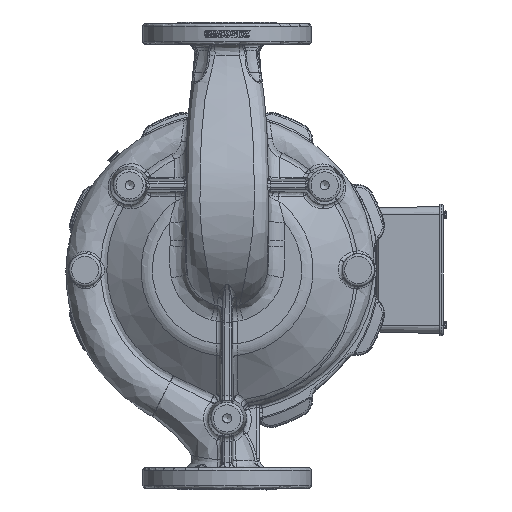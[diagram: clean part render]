
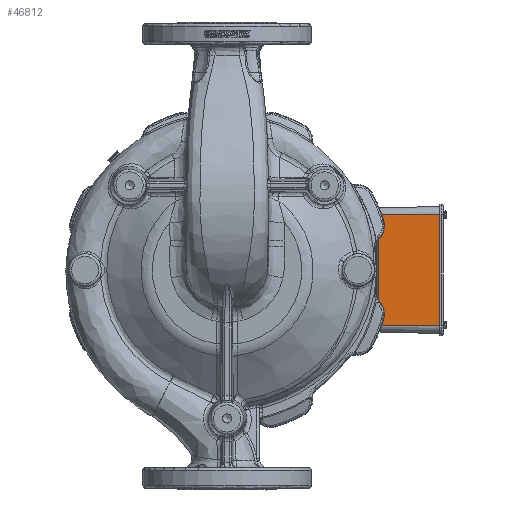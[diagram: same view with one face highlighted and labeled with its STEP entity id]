
A CAD part, front view. The second image highlights one B-rep face of the part: STEP entity #46812.
In plain terms, the highlighted planar face has unit normal (-0.026, -1, 0).
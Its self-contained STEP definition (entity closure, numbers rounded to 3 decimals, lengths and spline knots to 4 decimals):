
#980=(
BOUNDED_CURVE()
B_SPLINE_CURVE(2,(#165005,#165006,#165007),.UNSPECIFIED.,.F.,.F.)
B_SPLINE_CURVE_WITH_KNOTS((3,3),(15.943,23.4848),
 .UNSPECIFIED.)
CURVE()
GEOMETRIC_REPRESENTATION_ITEM()
RATIONAL_B_SPLINE_CURVE((7.782,8.562,8.562))
REPRESENTATION_ITEM('')
);
#985=(
BOUNDED_CURVE()
B_SPLINE_CURVE(2,(#165102,#165103,#165104,#165105),.UNSPECIFIED.,.F.,.F.)
B_SPLINE_CURVE_WITH_KNOTS((3,1,3),(23.4848,24.0956,31.0266),
 .UNSPECIFIED.)
CURVE()
GEOMETRIC_REPRESENTATION_ITEM()
RATIONAL_B_SPLINE_CURVE((8.562,8.562,8.498,
7.782))
REPRESENTATION_ITEM('')
);
#2666=PLANE('',#51030);
#7807=FACE_OUTER_BOUND('',#10451,.T.);
#10451=EDGE_LOOP('',(#41275,#41276,#41277,#41278,#41279,#41280));
#12896=LINE('',#165011,#15358);
#12910=LINE('',#165129,#15372);
#12911=LINE('',#165131,#15373);
#12912=LINE('',#165132,#15374);
#15358=VECTOR('',#61612,39.3701);
#15372=VECTOR('',#61660,39.3701);
#15373=VECTOR('',#61661,39.3701);
#15374=VECTOR('',#61662,39.3701);
#21582=VERTEX_POINT('',#164981);
#21584=VERTEX_POINT('',#165003);
#21585=VERTEX_POINT('',#165009);
#21595=VERTEX_POINT('',#165084);
#21602=VERTEX_POINT('',#165128);
#21603=VERTEX_POINT('',#165130);
#28590=EDGE_CURVE('',#21582,#21584,#980,.T.);
#28592=EDGE_CURVE('',#21584,#21585,#12896,.T.);
#28610=EDGE_CURVE('',#21585,#21595,#985,.T.);
#28619=EDGE_CURVE('',#21595,#21602,#12910,.T.);
#28620=EDGE_CURVE('',#21602,#21603,#12911,.T.);
#28621=EDGE_CURVE('',#21582,#21603,#12912,.T.);
#41275=ORIENTED_EDGE('',*,*,#28619,.T.);
#41276=ORIENTED_EDGE('',*,*,#28620,.T.);
#41277=ORIENTED_EDGE('',*,*,#28621,.F.);
#41278=ORIENTED_EDGE('',*,*,#28590,.T.);
#41279=ORIENTED_EDGE('',*,*,#28592,.T.);
#41280=ORIENTED_EDGE('',*,*,#28610,.T.);
#46812=ADVANCED_FACE('',(#7807),#2666,.T.);
#51030=AXIS2_PLACEMENT_3D('',#165127,#61658,#61659);
#61612=DIRECTION('',(0.,0.,-1.));
#61658=DIRECTION('center_axis',(-0.026,-1.,
0.));
#61659=DIRECTION('ref_axis',(-1.,0.026,0.));
#61660=DIRECTION('',(1.,-0.026,0.));
#61661=DIRECTION('',(0.,0.,1.));
#61662=DIRECTION('',(1.,-0.026,0.));
#164981=CARTESIAN_POINT('',(5.527,17.2931,2.));
#165003=CARTESIAN_POINT('',(5.4971,17.2939,1.63));
#165005=CARTESIAN_POINT('Ctrl Pts',(5.527,17.2931,2.));
#165006=CARTESIAN_POINT('Ctrl Pts',(5.4971,17.2939,1.7981));
#165007=CARTESIAN_POINT('Ctrl Pts',(5.4971,17.2939,1.63));
#165009=CARTESIAN_POINT('',(5.4971,17.2939,-1.63));
#165011=CARTESIAN_POINT('',(5.4971,17.2939,-2.));
#165084=CARTESIAN_POINT('',(5.527,17.2931,-2.));
#165102=CARTESIAN_POINT('Ctrl Pts',(5.4971,17.2939,-1.63));
#165103=CARTESIAN_POINT('Ctrl Pts',(5.4971,17.2939,-1.6436));
#165104=CARTESIAN_POINT('Ctrl Pts',(5.4993,17.2938,-1.8131));
#165105=CARTESIAN_POINT('Ctrl Pts',(5.527,17.2931,-2.));
#165127=CARTESIAN_POINT('Origin',(7.7472,17.235,-2.));
#165128=CARTESIAN_POINT('',(7.7156,17.2358,-2.));
#165129=CARTESIAN_POINT('',(7.7472,17.235,-2.));
#165130=CARTESIAN_POINT('',(7.7156,17.2358,2.));
#165131=CARTESIAN_POINT('',(7.7156,17.2358,-2.));
#165132=CARTESIAN_POINT('',(7.7472,17.235,2.));
